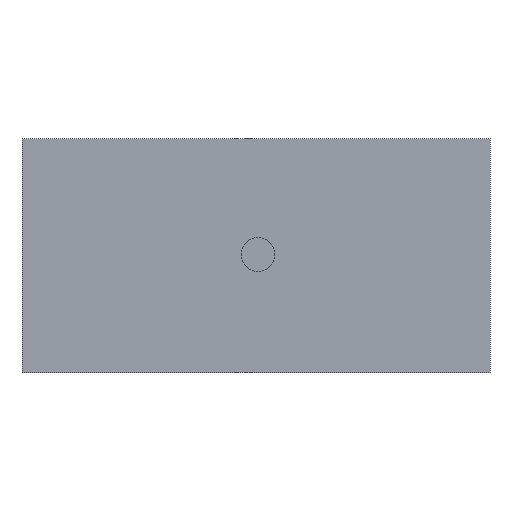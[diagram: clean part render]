
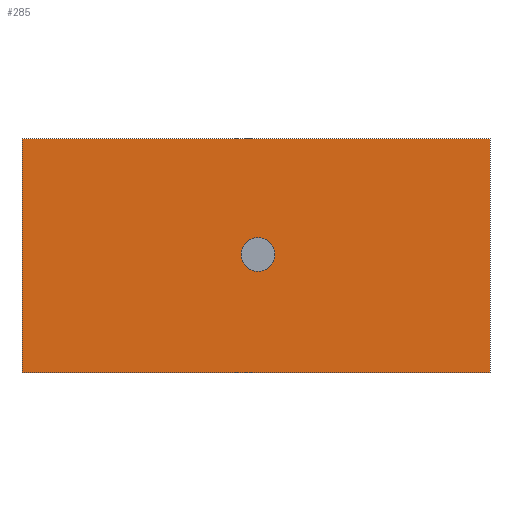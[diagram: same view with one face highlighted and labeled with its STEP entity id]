
A CAD part, front view. The second image highlights one B-rep face of the part: STEP entity #285.
In plain terms, the highlighted planar face has unit normal (0, -1, 0).
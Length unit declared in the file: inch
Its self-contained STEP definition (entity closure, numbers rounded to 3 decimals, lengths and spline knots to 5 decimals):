
#1 = VERTEX_POINT ( 'NONE', #28 ) ;
#4 = EDGE_CURVE ( 'NONE', #310, #302, #47, .T. ) ;
#15 = ORIENTED_EDGE ( 'NONE', *, *, #311, .F. ) ;
#28 = CARTESIAN_POINT ( 'NONE',  ( 0., 0., 0. ) ) ;
#33 = LINE ( 'NONE', #34, #35 ) ;
#34 = CARTESIAN_POINT ( 'NONE',  ( 0., 0., 0.5 ) ) ;
#35 = VECTOR ( 'NONE', #36, 39.37008 ) ;
#36 = DIRECTION ( 'NONE',  ( 1., 0., 0. ) ) ;
#47 = LINE ( 'NONE', #48, #49 ) ;
#48 = CARTESIAN_POINT ( 'NONE',  ( 1., 0., 0.5 ) ) ;
#49 = VECTOR ( 'NONE', #50, 39.37008 ) ;
#50 = DIRECTION ( 'NONE',  ( 0., 0., -1. ) ) ;
#62 = LINE ( 'NONE', #63, #64 ) ;
#63 = CARTESIAN_POINT ( 'NONE',  ( 0., 0., 0.5 ) ) ;
#64 = VECTOR ( 'NONE', #65, 39.37008 ) ;
#65 = DIRECTION ( 'NONE',  ( 0., 0., -1. ) ) ;
#67 = FACE_OUTER_BOUND ( 'NONE', #208, .T. ) ;
#68 = FACE_BOUND ( 'NONE', #191, .T. ) ;
#69 = PLANE ( 'NONE',  #70 ) ;
#70 = AXIS2_PLACEMENT_3D ( 'NONE', #71, #75, #76 ) ;
#71 = CARTESIAN_POINT ( 'NONE',  ( 0., 0., 0.5 ) ) ;
#75 = DIRECTION ( 'NONE',  ( 0., 1., 0. ) ) ;
#76 = DIRECTION ( 'NONE',  ( 0., 0., 1. ) ) ;
#88 = CARTESIAN_POINT ( 'NONE',  ( 0.50408, 0., 0.21726 ) ) ;
#103 = CARTESIAN_POINT ( 'NONE',  ( 0.50408, 0., 0.28926 ) ) ;
#128 = CARTESIAN_POINT ( 'NONE',  ( 1., 0., 0. ) ) ;
#129 = CIRCLE ( 'NONE', #130, 0.036 ) ;
#130 = AXIS2_PLACEMENT_3D ( 'NONE', #131, #132, #133 ) ;
#131 = CARTESIAN_POINT ( 'NONE',  ( 0.50408, 0., 0.25326 ) ) ;
#132 = DIRECTION ( 'NONE',  ( 0., -1., 0. ) ) ;
#133 = DIRECTION ( 'NONE',  ( 0., 0., 1. ) ) ;
#138 = LINE ( 'NONE', #139, #140 ) ;
#139 = CARTESIAN_POINT ( 'NONE',  ( 0., 0., 0. ) ) ;
#140 = VECTOR ( 'NONE', #141, 39.37008 ) ;
#141 = DIRECTION ( 'NONE',  ( 1., 0., 0. ) ) ;
#142 = VERTEX_POINT ( 'NONE', #143 ) ;
#143 = CARTESIAN_POINT ( 'NONE',  ( 0., 0., 0.5 ) ) ;
#150 = CARTESIAN_POINT ( 'NONE',  ( 1., 0., 0.5 ) ) ;
#151 = CIRCLE ( 'NONE', #152, 0.036 ) ;
#152 = AXIS2_PLACEMENT_3D ( 'NONE', #153, #154, #155 ) ;
#153 = CARTESIAN_POINT ( 'NONE',  ( 0.50408, 0., 0.25326 ) ) ;
#154 = DIRECTION ( 'NONE',  ( 0., -1., 0. ) ) ;
#155 = DIRECTION ( 'NONE',  ( 0., 0., 1. ) ) ;
#175 = ORIENTED_EDGE ( 'NONE', *, *, #4, .F. ) ;
#191 = EDGE_LOOP ( 'NONE', ( #318, #15 ) ) ;
#208 = EDGE_LOOP ( 'NONE', ( #320, #175, #304, #314 ) ) ;
#276 = EDGE_CURVE ( 'NONE', #142, #310, #33, .T. ) ;
#282 = EDGE_CURVE ( 'NONE', #142, #1, #62, .T. ) ;
#285 = ADVANCED_FACE ( 'NONE', ( #67, #68 ), #69, .F. ) ;
#288 = VERTEX_POINT ( 'NONE', #88 ) ;
#292 = VERTEX_POINT ( 'NONE', #103 ) ;
#302 = VERTEX_POINT ( 'NONE', #128 ) ;
#303 = EDGE_CURVE ( 'NONE', #292, #288, #129, .T. ) ;
#304 = ORIENTED_EDGE ( 'NONE', *, *, #276, .F. ) ;
#307 = EDGE_CURVE ( 'NONE', #1, #302, #138, .T. ) ;
#310 = VERTEX_POINT ( 'NONE', #150 ) ;
#311 = EDGE_CURVE ( 'NONE', #288, #292, #151, .T. ) ;
#314 = ORIENTED_EDGE ( 'NONE', *, *, #282, .T. ) ;
#318 = ORIENTED_EDGE ( 'NONE', *, *, #303, .F. ) ;
#320 = ORIENTED_EDGE ( 'NONE', *, *, #307, .T. ) ;
